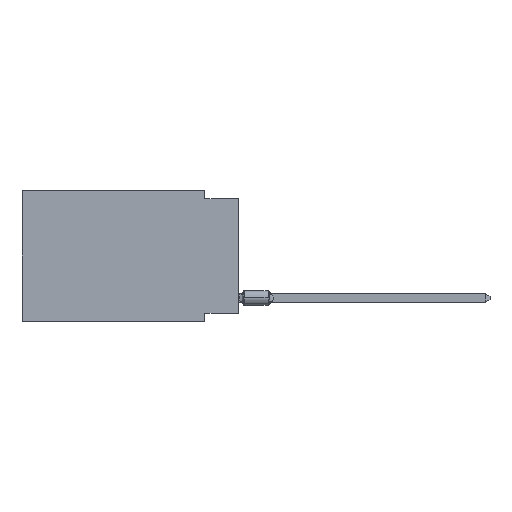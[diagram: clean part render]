
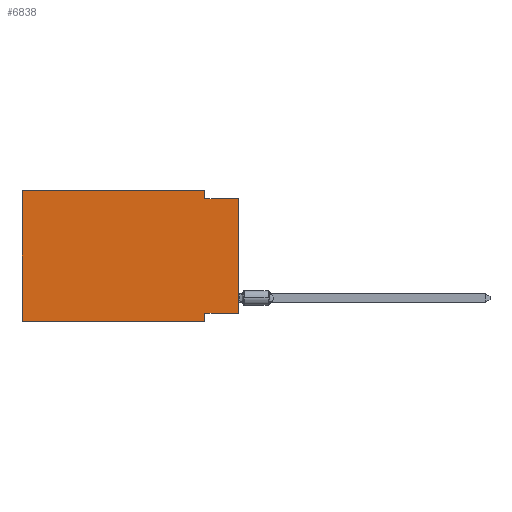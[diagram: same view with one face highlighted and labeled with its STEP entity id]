
A CAD part, left-side view. The second image highlights one B-rep face of the part: STEP entity #6838.
In plain terms, the highlighted planar face has unit normal (-1, 0, 0).
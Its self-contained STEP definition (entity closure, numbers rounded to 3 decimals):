
#51 = LINE ( 'NONE', #8970, #14263 ) ;
#734 = LINE ( 'NONE', #4335, #18323 ) ;
#3063 = CARTESIAN_POINT ( 'NONE',  ( 0., 0., 0. ) ) ;
#3906 = VECTOR ( 'NONE', #20746, 1000. ) ;
#4006 = EDGE_LOOP ( 'NONE', ( #9175, #23013, #20664, #23243, #18439, #18844, #11018, #11891 ) ) ;
#4010 = DIRECTION ( 'NONE',  ( 0., -1., 0. ) ) ;
#4167 = FACE_OUTER_BOUND ( 'NONE', #4006, .T. ) ;
#4335 = CARTESIAN_POINT ( 'NONE',  ( 0., 0., -9.271 ) ) ;
#4413 = PLANE ( 'NONE',  #10437 ) ;
#4416 = CARTESIAN_POINT ( 'NONE',  ( 0., 2.54, 0. ) ) ;
#5572 = VERTEX_POINT ( 'NONE', #17484 ) ;
#5845 = DIRECTION ( 'NONE',  ( 0., -1., 0. ) ) ;
#6377 = DIRECTION ( 'NONE',  ( 0., 1., 0. ) ) ;
#6749 = EDGE_CURVE ( 'NONE', #9898, #22355, #9831, .T. ) ;
#6838 = ADVANCED_FACE ( 'NONE', ( #4167 ), #4413, .F. ) ;
#6877 = EDGE_CURVE ( 'NONE', #23400, #9898, #15589, .T. ) ;
#6916 = CARTESIAN_POINT ( 'NONE',  ( 0., 2.54, -9.271 ) ) ;
#7654 = CARTESIAN_POINT ( 'NONE',  ( 0., 0., -0.635 ) ) ;
#7785 = DIRECTION ( 'NONE',  ( 1., 0., 0. ) ) ;
#8281 = CARTESIAN_POINT ( 'NONE',  ( 0., 2.54, -0.635 ) ) ;
#8610 = VERTEX_POINT ( 'NONE', #23149 ) ;
#8970 = CARTESIAN_POINT ( 'NONE',  ( 0., 16.383, -9.906 ) ) ;
#9007 = CARTESIAN_POINT ( 'NONE',  ( 0., 16.383, 0. ) ) ;
#9162 = CARTESIAN_POINT ( 'NONE',  ( 0., 16.383, -9.906 ) ) ;
#9175 = ORIENTED_EDGE ( 'NONE', *, *, #10365, .T. ) ;
#9674 = EDGE_CURVE ( 'NONE', #10537, #23400, #10808, .T. ) ;
#9831 = LINE ( 'NONE', #16665, #11186 ) ;
#9898 = VERTEX_POINT ( 'NONE', #4416 ) ;
#9931 = LINE ( 'NONE', #15322, #3906 ) ;
#10340 = DIRECTION ( 'NONE',  ( 0., 0., 1. ) ) ;
#10365 = EDGE_CURVE ( 'NONE', #8610, #11790, #10637, .T. ) ;
#10432 = DIRECTION ( 'NONE',  ( 0., -1., 0. ) ) ;
#10437 = AXIS2_PLACEMENT_3D ( 'NONE', #18828, #7785, #13307 ) ;
#10537 = VERTEX_POINT ( 'NONE', #9162 ) ;
#10637 = LINE ( 'NONE', #3063, #18126 ) ;
#10808 = LINE ( 'NONE', #9007, #13913 ) ;
#11018 = ORIENTED_EDGE ( 'NONE', *, *, #14882, .F. ) ;
#11186 = VECTOR ( 'NONE', #22678, 1000. ) ;
#11790 = VERTEX_POINT ( 'NONE', #15468 ) ;
#11891 = ORIENTED_EDGE ( 'NONE', *, *, #20897, .F. ) ;
#12989 = EDGE_CURVE ( 'NONE', #10537, #5572, #51, .T. ) ;
#13307 = DIRECTION ( 'NONE',  ( 0., 0., -1. ) ) ;
#13913 = VECTOR ( 'NONE', #10340, 1000. ) ;
#14229 = DIRECTION ( 'NONE',  ( 0., 0., 1. ) ) ;
#14263 = VECTOR ( 'NONE', #4010, 1000. ) ;
#14882 = EDGE_CURVE ( 'NONE', #17319, #5572, #9931, .T. ) ;
#15322 = CARTESIAN_POINT ( 'NONE',  ( 0., 2.54, -9.906 ) ) ;
#15468 = CARTESIAN_POINT ( 'NONE',  ( 0., 0., -0.635 ) ) ;
#15589 = LINE ( 'NONE', #23034, #20025 ) ;
#16665 = CARTESIAN_POINT ( 'NONE',  ( 0., 2.54, 0. ) ) ;
#17319 = VERTEX_POINT ( 'NONE', #6916 ) ;
#17484 = CARTESIAN_POINT ( 'NONE',  ( 0., 2.54, -9.906 ) ) ;
#18126 = VECTOR ( 'NONE', #14229, 1000. ) ;
#18323 = VECTOR ( 'NONE', #6377, 1000. ) ;
#18439 = ORIENTED_EDGE ( 'NONE', *, *, #9674, .F. ) ;
#18529 = CARTESIAN_POINT ( 'NONE',  ( 0., 16.383, 0. ) ) ;
#18828 = CARTESIAN_POINT ( 'NONE',  ( 0., 16.383, 0. ) ) ;
#18844 = ORIENTED_EDGE ( 'NONE', *, *, #12989, .T. ) ;
#20025 = VECTOR ( 'NONE', #10432, 1000. ) ;
#20664 = ORIENTED_EDGE ( 'NONE', *, *, #6749, .F. ) ;
#20746 = DIRECTION ( 'NONE',  ( 0., 0., -1. ) ) ;
#20897 = EDGE_CURVE ( 'NONE', #8610, #17319, #734, .T. ) ;
#22319 = LINE ( 'NONE', #7654, #23584 ) ;
#22355 = VERTEX_POINT ( 'NONE', #8281 ) ;
#22556 = EDGE_CURVE ( 'NONE', #22355, #11790, #22319, .T. ) ;
#22678 = DIRECTION ( 'NONE',  ( 0., 0., -1. ) ) ;
#23013 = ORIENTED_EDGE ( 'NONE', *, *, #22556, .F. ) ;
#23034 = CARTESIAN_POINT ( 'NONE',  ( 0., 16.383, 0. ) ) ;
#23149 = CARTESIAN_POINT ( 'NONE',  ( 0., 0., -9.271 ) ) ;
#23243 = ORIENTED_EDGE ( 'NONE', *, *, #6877, .F. ) ;
#23400 = VERTEX_POINT ( 'NONE', #18529 ) ;
#23584 = VECTOR ( 'NONE', #5845, 1000. ) ;
